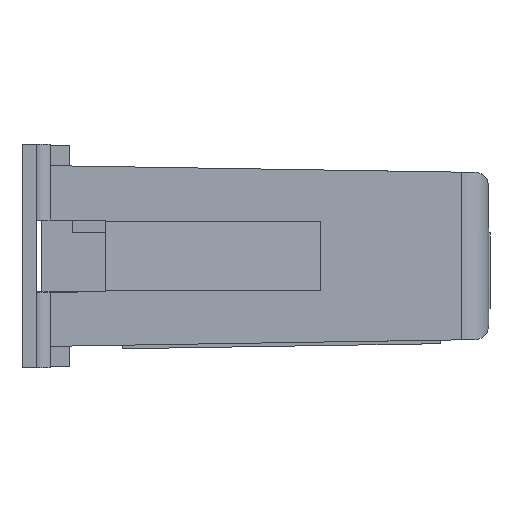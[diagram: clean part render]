
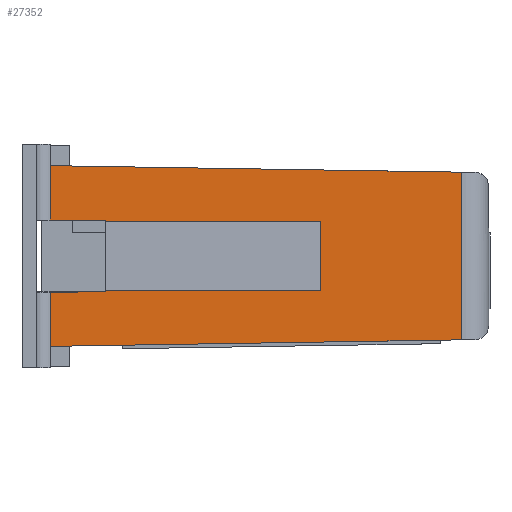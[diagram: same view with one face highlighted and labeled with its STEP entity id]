
A CAD part, left-side view. The second image highlights one B-rep face of the part: STEP entity #27352.
In plain terms, the highlighted planar face has unit normal (-1, -0.012, 0).
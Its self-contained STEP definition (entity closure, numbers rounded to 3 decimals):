
#861 = CARTESIAN_POINT ( 'NONE',  ( -12.402, 27.534, 5.525 ) ) ;
#1135 = EDGE_CURVE ( 'NONE', #32655, #4026, #34351, .T. ) ;
#1198 = CARTESIAN_POINT ( 'NONE',  ( -12.402, 27.534, 5.525 ) ) ;
#4026 = VERTEX_POINT ( 'NONE', #22376 ) ;
#4402 = DIRECTION ( 'NONE',  ( 0., 0., -1. ) ) ;
#4772 = VECTOR ( 'NONE', #79559, 1000. ) ;
#4898 = VECTOR ( 'NONE', #67353, 1000. ) ;
#5306 = DIRECTION ( 'NONE',  ( 0., 0., 1. ) ) ;
#5388 = LINE ( 'NONE', #33956, #19381 ) ;
#6381 = LINE ( 'NONE', #35440, #91986 ) ;
#8706 = EDGE_CURVE ( 'NONE', #10200, #50911, #49720, .T. ) ;
#10162 = CARTESIAN_POINT ( 'NONE',  ( -12.099, 1.976, 1.994 ) ) ;
#10200 = VERTEX_POINT ( 'NONE', #26453 ) ;
#10459 = DIRECTION ( 'NONE',  ( 0., 0., -1. ) ) ;
#11500 = CARTESIAN_POINT ( 'NONE',  ( -12.402, 27.534, 16.05 ) ) ;
#12737 = ORIENTED_EDGE ( 'NONE', *, *, #65584, .T. ) ;
#12788 = LINE ( 'NONE', #70943, #45675 ) ;
#12827 = CARTESIAN_POINT ( 'NONE',  ( -12.45, 31.532, 5.435 ) ) ;
#13152 = CARTESIAN_POINT ( 'NONE',  ( -12.218, 12.065, 5.525 ) ) ;
#13283 = CARTESIAN_POINT ( 'NONE',  ( -12.218, 12.065, 10.525 ) ) ;
#14373 = AXIS2_PLACEMENT_3D ( 'NONE', #70743, #78351, #64041 ) ;
#15556 = VERTEX_POINT ( 'NONE', #25503 ) ;
#19381 = VECTOR ( 'NONE', #71116, 1000. ) ;
#19455 = VERTEX_POINT ( 'NONE', #13152 ) ;
#19696 = EDGE_CURVE ( 'NONE', #47899, #59294, #12788, .T. ) ;
#20993 = EDGE_CURVE ( 'NONE', #49131, #32655, #68383, .T. ) ;
#21893 = ORIENTED_EDGE ( 'NONE', *, *, #8706, .T. ) ;
#22376 = CARTESIAN_POINT ( 'NONE',  ( -12.099, 1.976, 14.056 ) ) ;
#25503 = CARTESIAN_POINT ( 'NONE',  ( -12.218, 12.065, 10.525 ) ) ;
#26453 = CARTESIAN_POINT ( 'NONE',  ( -12.402, 27.534, 5.435 ) ) ;
#27352 = ADVANCED_FACE ( 'NONE', ( #28309 ), #86912, .F. ) ;
#28309 = FACE_OUTER_BOUND ( 'NONE', #85038, .T. ) ;
#32240 = VERTEX_POINT ( 'NONE', #88543 ) ;
#32461 = ORIENTED_EDGE ( 'NONE', *, *, #93448, .T. ) ;
#32655 = VERTEX_POINT ( 'NONE', #10162 ) ;
#33956 = CARTESIAN_POINT ( 'NONE',  ( -12.075, 0.032, 14.026 ) ) ;
#33973 = EDGE_CURVE ( 'NONE', #66205, #15556, #72929, .T. ) ;
#34351 = LINE ( 'NONE', #69628, #74518 ) ;
#35440 = CARTESIAN_POINT ( 'NONE',  ( -12.45, 31.532, 16.05 ) ) ;
#38026 = ORIENTED_EDGE ( 'NONE', *, *, #20993, .T. ) ;
#39685 = ORIENTED_EDGE ( 'NONE', *, *, #1135, .T. ) ;
#40078 = EDGE_CURVE ( 'NONE', #32240, #47899, #77777, .T. ) ;
#41533 = DIRECTION ( 'NONE',  ( 0., 0., -1. ) ) ;
#42004 = CARTESIAN_POINT ( 'NONE',  ( -12.45, 31.532, 16.05 ) ) ;
#44423 = ORIENTED_EDGE ( 'NONE', *, *, #90362, .T. ) ;
#45675 = VECTOR ( 'NONE', #63318, 1000. ) ;
#45696 = CARTESIAN_POINT ( 'NONE',  ( -12.402, 27.534, 16.05 ) ) ;
#47720 = LINE ( 'NONE', #11500, #71210 ) ;
#47899 = VERTEX_POINT ( 'NONE', #84654 ) ;
#48551 = LINE ( 'NONE', #13283, #94080 ) ;
#49131 = VERTEX_POINT ( 'NONE', #52768 ) ;
#49720 = LINE ( 'NONE', #64968, #68834 ) ;
#50911 = VERTEX_POINT ( 'NONE', #12827 ) ;
#52768 = CARTESIAN_POINT ( 'NONE',  ( -12.45, 31.532, 1.525 ) ) ;
#53461 = VECTOR ( 'NONE', #90316, 1000. ) ;
#56197 = CARTESIAN_POINT ( 'NONE',  ( -12.402, 27.534, 10.525 ) ) ;
#59294 = VERTEX_POINT ( 'NONE', #72923 ) ;
#63318 = DIRECTION ( 'NONE',  ( 0.012, -1., 0. ) ) ;
#64023 = DIRECTION ( 'NONE',  ( -0.012, 1., 0. ) ) ;
#64041 = DIRECTION ( 'NONE',  ( -0.012, 1., 0. ) ) ;
#64968 = CARTESIAN_POINT ( 'NONE',  ( -12.075, 0., 5.435 ) ) ;
#65192 = EDGE_CURVE ( 'NONE', #59294, #66205, #47720, .T. ) ;
#65584 = EDGE_CURVE ( 'NONE', #15556, #19455, #48551, .T. ) ;
#66205 = VERTEX_POINT ( 'NONE', #56197 ) ;
#66442 = LINE ( 'NONE', #1198, #4898 ) ;
#66517 = ORIENTED_EDGE ( 'NONE', *, *, #85520, .T. ) ;
#67353 = DIRECTION ( 'NONE',  ( 0.012, -1., 0. ) ) ;
#68383 = LINE ( 'NONE', #81740, #53461 ) ;
#68834 = VECTOR ( 'NONE', #64023, 1000. ) ;
#69628 = CARTESIAN_POINT ( 'NONE',  ( -12.099, 1.976, 16.05 ) ) ;
#69629 = EDGE_CURVE ( 'NONE', #73050, #19455, #66442, .T. ) ;
#70743 = CARTESIAN_POINT ( 'NONE',  ( -12.075, 0., 16.05 ) ) ;
#70943 = CARTESIAN_POINT ( 'NONE',  ( -12.075, 0., 10.615 ) ) ;
#71116 = DIRECTION ( 'NONE',  ( -0.012, 1., 0.016 ) ) ;
#71210 = VECTOR ( 'NONE', #4402, 1000. ) ;
#71658 = DIRECTION ( 'NONE',  ( 0., 0., -1. ) ) ;
#71966 = CARTESIAN_POINT ( 'NONE',  ( -12.402, 27.534, 10.525 ) ) ;
#72923 = CARTESIAN_POINT ( 'NONE',  ( -12.402, 27.534, 10.615 ) ) ;
#72929 = LINE ( 'NONE', #71966, #4772 ) ;
#73050 = VERTEX_POINT ( 'NONE', #861 ) ;
#74518 = VECTOR ( 'NONE', #5306, 1000. ) ;
#74897 = ORIENTED_EDGE ( 'NONE', *, *, #40078, .T. ) ;
#76151 = ORIENTED_EDGE ( 'NONE', *, *, #33973, .T. ) ;
#77777 = LINE ( 'NONE', #42004, #90839 ) ;
#78351 = DIRECTION ( 'NONE',  ( 1., 0.012, 0. ) ) ;
#79282 = ORIENTED_EDGE ( 'NONE', *, *, #19696, .T. ) ;
#79559 = DIRECTION ( 'NONE',  ( 0.012, -1., 0. ) ) ;
#81740 = CARTESIAN_POINT ( 'NONE',  ( -12.072, -0.222, 2.029 ) ) ;
#81815 = ORIENTED_EDGE ( 'NONE', *, *, #65192, .T. ) ;
#84654 = CARTESIAN_POINT ( 'NONE',  ( -12.45, 31.532, 10.615 ) ) ;
#85038 = EDGE_LOOP ( 'NONE', ( #38026, #39685, #32461, #74897, #79282, #81815, #76151, #12737, #88103, #66517, #21893, #44423 ) ) ;
#85520 = EDGE_CURVE ( 'NONE', #73050, #10200, #88203, .T. ) ;
#86912 = PLANE ( 'NONE',  #14373 ) ;
#88103 = ORIENTED_EDGE ( 'NONE', *, *, #69629, .F. ) ;
#88203 = LINE ( 'NONE', #45696, #88520 ) ;
#88520 = VECTOR ( 'NONE', #10459, 1000. ) ;
#88543 = CARTESIAN_POINT ( 'NONE',  ( -12.45, 31.532, 14.525 ) ) ;
#90316 = DIRECTION ( 'NONE',  ( 0.012, -1., 0.016 ) ) ;
#90362 = EDGE_CURVE ( 'NONE', #50911, #49131, #6381, .T. ) ;
#90839 = VECTOR ( 'NONE', #41533, 1000. ) ;
#91951 = DIRECTION ( 'NONE',  ( 0., 0., -1. ) ) ;
#91986 = VECTOR ( 'NONE', #71658, 1000. ) ;
#93448 = EDGE_CURVE ( 'NONE', #4026, #32240, #5388, .T. ) ;
#94080 = VECTOR ( 'NONE', #91951, 1000. ) ;
